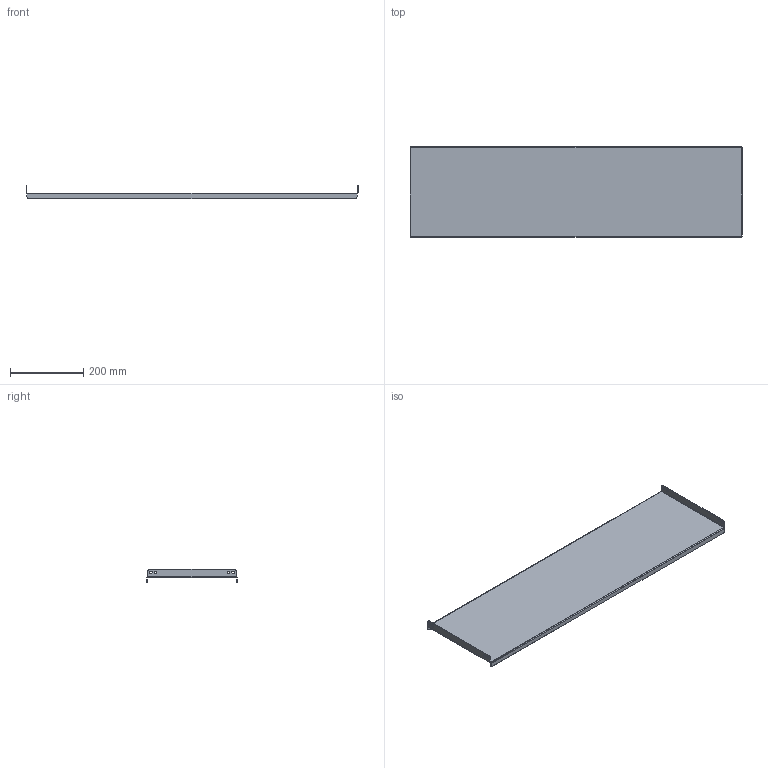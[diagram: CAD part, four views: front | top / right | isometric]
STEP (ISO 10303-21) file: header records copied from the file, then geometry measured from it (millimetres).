
FILE_DESCRIPTION (( 'STEP AP214' ), '1' );
FILE_NAME ('FO-00-FPS-100-025 FORMAT Ïàíåëü ñåêöèîííàÿ âíóòðåííÿÿ çàäíÿÿ 4B 1000õ250ìì IEK.STEP', '2022-05-31T09:15:33', ( '' ), ( '' ), 'SwSTEP 2.0', 'SolidWorks 2017', '' );
FILE_SCHEMA (( 'AUTOMOTIVE_DESIGN' ));
Length unit declared in the file: millimetre
Products named in the file (1): FO-00-FPS-100-025 FORMAT Ïàíåëü ñåêöèîííàÿ âíóòðåííÿÿ çàäíÿÿ 4B 1000õ250ìì IEK
Bounding box: 906 x 246 x 35.5 mm (x, y, z)
Volume: 382448.6 mm3; surface area: 513831.9 mm2
Topology: 1 solids, 1 shells, 62 faces, 148 edges, 88 vertices
Faces by surface type: cylinder 32, plane 30
Entity records: 1846 total; most frequent: DIRECTION 338, CARTESIAN_POINT 299, ORIENTED_EDGE 296, EDGE_CURVE 148, AXIS2_PLACEMENT_3D 127, VERTEX_POINT 88, VECTOR 84, LINE 84
